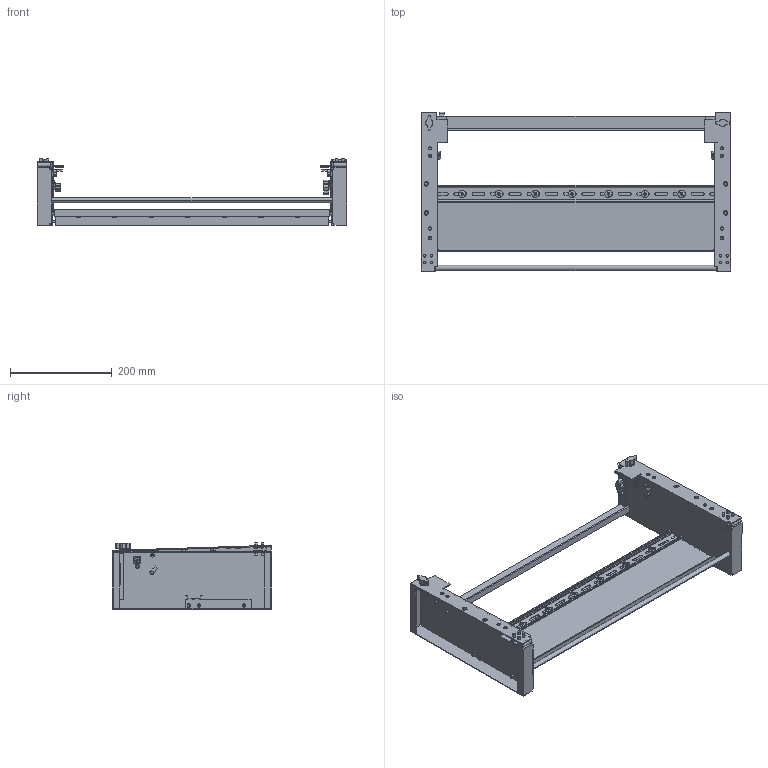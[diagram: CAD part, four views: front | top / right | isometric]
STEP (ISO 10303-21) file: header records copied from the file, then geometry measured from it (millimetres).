
FILE_DESCRIPTION(('CATIA V5R22 STEP214','CAx-IF Rec.Pracs.--- Model Styling and Organization---1.4--- 2014-01-23'),'2;1');
FILE_NAME ('1341201-4_0_8000074897_8000074897.stp','2022-10-13T08:45:16+00:00',('none'),('Weidmueller'),'CATIA Version 5-6 Release 2016 SP3 HF44','CATIA V5 STEP AP214','none');
FILE_SCHEMA(('AUTOMOTIVE_DESIGN { 1 0 10303 214 1 1 1 1 }'));
Length unit declared in the file: millimetre
Products named in the file (1): 8000074897_MIGRATION RACK PLC5-16S H
Bounding box: 610 x 315 x 131.28 mm (x, y, z)
Volume: 637407.9 mm3; surface area: 583642.5 mm2
Topology: 1 solids, 28 shells, 1233 faces, 3087 edges, 2048 vertices
Faces by surface type: plane 613, cylinder 550, bspline 70
Entity records: 42435 total; most frequent: CARTESIAN_POINT 12972, ORIENTED_EDGE 6174, DIRECTION 4797, EDGE_CURVE 3087, VERTEX_POINT 2048, AXIS2_PLACEMENT_3D 1935, VECTOR 1700, LINE 1700
